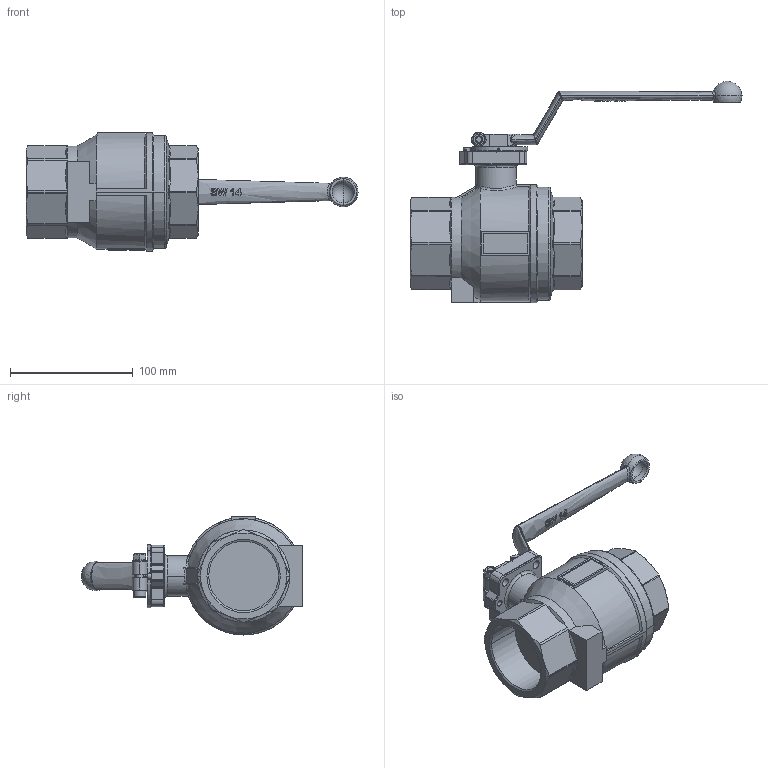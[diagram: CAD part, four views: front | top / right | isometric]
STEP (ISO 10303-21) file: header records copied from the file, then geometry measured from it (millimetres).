
FILE_DESCRIPTION(('STEP AP214'),'1');
FILE_NAME('valve_87e-dn-100-50.stp','2018-06-14T14:30:56',('TraceParts'),('TraceParts S.A.'),'Spatial InterOp 3D',' ',' ');
FILE_SCHEMA(('automotive_design'));
Length unit declared in the file: millimetre
Products named in the file (10): valve_87e-dn-100-50_1; valve_87e-dn-100-50_2; valve_87e-dn-100-50_3; valve_87e-dn-100-50_4; valve_87e-dn-100-50_5; valve_87e-dn-100-50_6; valve_87e-dn-100-50_7; valve_87e-dn-100-50_8; valve_87e-dn-100-50_9; Volumenkörper1
Bounding box: 270 x 179.96 x 96 mm (x, y, z)
Volume: 704581.9 mm3; surface area: 98766 mm2
Topology: 10 solids, 11 shells, 855 faces, 2296 edges, 1470 vertices
Faces by surface type: plane 349, cylinder 189, bspline 137, cone 120, torus 54, sphere 6
Entity records: 39042 total; most frequent: CARTESIAN_POINT 11336, ORIENTED_EDGE 4548, DIRECTION 4033, EDGE_CURVE 2274, AXIS2_PLACEMENT_3D 1481, VERTEX_POINT 1470, LINE 1071, VECTOR 1071
